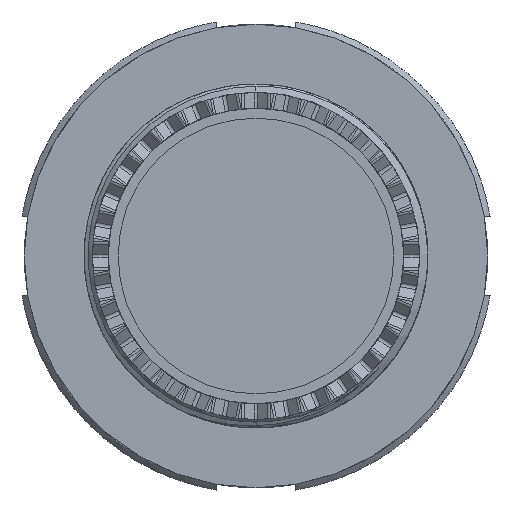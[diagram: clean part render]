
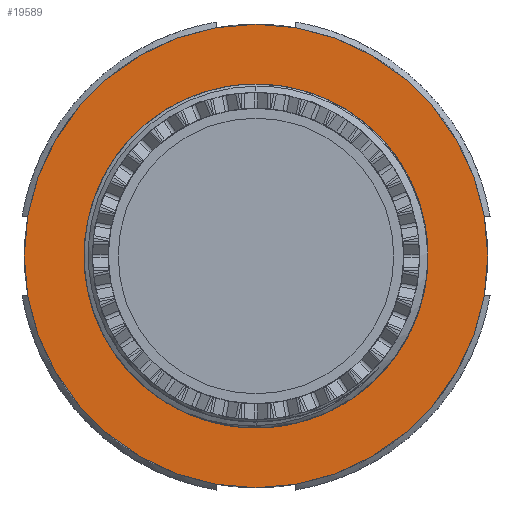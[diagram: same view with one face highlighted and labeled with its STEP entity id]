
A CAD part, front view. The second image highlights one B-rep face of the part: STEP entity #19589.
In plain terms, the highlighted planar face has unit normal (0, -1, 0).
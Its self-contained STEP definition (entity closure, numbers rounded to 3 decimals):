
#126=CARTESIAN_POINT('',(0.,0.,0.));
#127=DIRECTION('',(0.,-1.,0.));
#128=DIRECTION('',(0.,0.,-1.));
#129=AXIS2_PLACEMENT_3D('',#126,#127,#128);
#389=CARTESIAN_POINT('',(0.,0.,0.));
#390=DIRECTION('',(0.,1.,0.));
#391=DIRECTION('',(0.,0.,-1.));
#392=AXIS2_PLACEMENT_3D('',#389,#390,#391);
#4346=CARTESIAN_POINT('',(0.,0.,0.));
#4347=DIRECTION('',(0.,-1.,0.));
#4348=DIRECTION('',(0.,0.,-1.));
#4349=AXIS2_PLACEMENT_3D('',#4346,#4347,#4348);
#4351=CARTESIAN_POINT('',(0.,0.,0.));
#4352=DIRECTION('',(0.,1.,0.));
#4353=DIRECTION('',(0.,0.,-1.));
#4354=AXIS2_PLACEMENT_3D('',#4351,#4352,#4353);
#12587=CARTESIAN_POINT('',(0.,0.,-18.8));
#12588=CARTESIAN_POINT('',(0.,0.,18.8));
#12589=VERTEX_POINT('',#12587);
#12590=VERTEX_POINT('',#12588);
#12652=CARTESIAN_POINT('',(0.,0.,-13.945));
#12653=CARTESIAN_POINT('',(0.,0.,13.945));
#12654=VERTEX_POINT('',#12652);
#12655=VERTEX_POINT('',#12653);
#19574=CARTESIAN_POINT('',(0.,0.,0.));
#19575=DIRECTION('',(0.,-1.,0.));
#19576=DIRECTION('',(0.,0.,-1.));
#19577=AXIS2_PLACEMENT_3D('',#19574,#19575,#19576);
#19578=PLANE('',#19577);
#19580=ORIENTED_EDGE('',*,*,#19579,.F.);
#19582=ORIENTED_EDGE('',*,*,#19581,.T.);
#19583=EDGE_LOOP('',(#19580,#19582));
#19584=FACE_OUTER_BOUND('',#19583,.F.);
#19585=ORIENTED_EDGE('',*,*,#15104,.F.);
#19586=ORIENTED_EDGE('',*,*,#15028,.T.);
#19587=EDGE_LOOP('',(#19585,#19586));
#19588=FACE_BOUND('',#19587,.F.);
#19589=ADVANCED_FACE('',(#19584,#19588),#19578,.T.);
#130=CIRCLE('',#129,13.945);
#393=CIRCLE('',#392,13.945);
#4350=CIRCLE('',#4349,18.8);
#4355=CIRCLE('',#4354,18.8);
#15028=EDGE_CURVE('',#12654,#12655,#130,.T.);
#15104=EDGE_CURVE('',#12654,#12655,#393,.T.);
#19579=EDGE_CURVE('',#12589,#12590,#4350,.T.);
#19581=EDGE_CURVE('',#12589,#12590,#4355,.T.);
